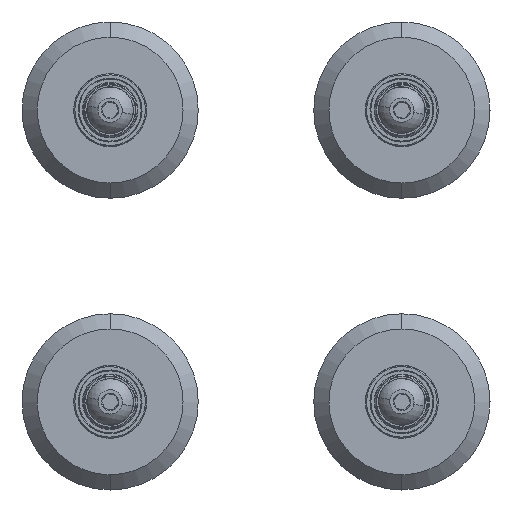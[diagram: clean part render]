
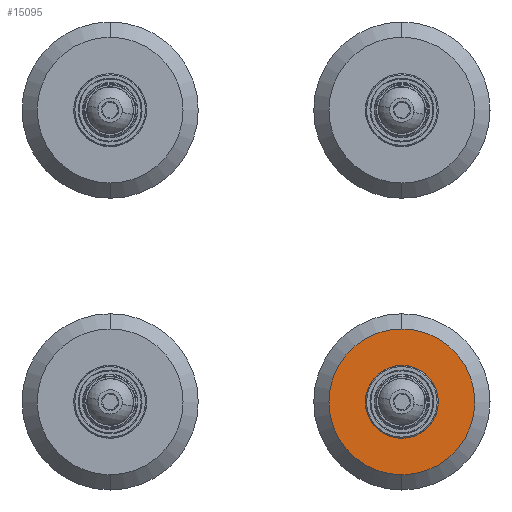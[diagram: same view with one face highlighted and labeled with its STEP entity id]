
A CAD part, left-side view. The second image highlights one B-rep face of the part: STEP entity #15095.
In plain terms, the highlighted planar face has unit normal (-1, 0, 0).
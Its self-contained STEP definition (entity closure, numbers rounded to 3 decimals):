
#263 = VERTEX_POINT ( 'NONE', #1534 ) ;
#1076 = EDGE_LOOP ( 'NONE', ( #11593, #7733 ) ) ;
#1534 = CARTESIAN_POINT ( 'NONE',  ( -5., 0., -12. ) ) ;
#2895 = EDGE_LOOP ( 'NONE', ( #10491, #17887 ) ) ;
#2946 = VERTEX_POINT ( 'NONE', #6523 ) ;
#3278 = CIRCLE ( 'NONE', #18455, 6. ) ;
#3292 = EDGE_CURVE ( 'NONE', #4240, #263, #18271, .T. ) ;
#3298 = FACE_OUTER_BOUND ( 'NONE', #2895, .T. ) ;
#3471 = DIRECTION ( 'NONE',  ( -1., 0., 0. ) ) ;
#3778 = CIRCLE ( 'NONE', #10749, 12. ) ;
#4204 = DIRECTION ( 'NONE',  ( -1., 0., 0. ) ) ;
#4240 = VERTEX_POINT ( 'NONE', #7942 ) ;
#4881 = CARTESIAN_POINT ( 'NONE',  ( -5., 0., 0. ) ) ;
#4978 = DIRECTION ( 'NONE',  ( 0., 0., -1. ) ) ;
#5115 = DIRECTION ( 'NONE',  ( -1., 0., 0. ) ) ;
#5225 = EDGE_CURVE ( 'NONE', #16246, #2946, #6594, .T. ) ;
#5713 = CARTESIAN_POINT ( 'NONE',  ( -5., 0., 6. ) ) ;
#6523 = CARTESIAN_POINT ( 'NONE',  ( -5., 0., -6. ) ) ;
#6594 = CIRCLE ( 'NONE', #18003, 6. ) ;
#6608 = DIRECTION ( 'NONE',  ( 0., 0., -1. ) ) ;
#6639 = AXIS2_PLACEMENT_3D ( 'NONE', #4881, #3471, #8106 ) ;
#6792 = CARTESIAN_POINT ( 'NONE',  ( -5., 0., 0. ) ) ;
#7733 = ORIENTED_EDGE ( 'NONE', *, *, #15772, .T. ) ;
#7942 = CARTESIAN_POINT ( 'NONE',  ( -5., 0., 12. ) ) ;
#8079 = AXIS2_PLACEMENT_3D ( 'NONE', #6792, #5115, #17665 ) ;
#8106 = DIRECTION ( 'NONE',  ( 0., 0., 1. ) ) ;
#9524 = PLANE ( 'NONE',  #6639 ) ;
#10352 = CARTESIAN_POINT ( 'NONE',  ( -5., 0., 0. ) ) ;
#10491 = ORIENTED_EDGE ( 'NONE', *, *, #14639, .T. ) ;
#10749 = AXIS2_PLACEMENT_3D ( 'NONE', #10352, #4204, #13482 ) ;
#10957 = DIRECTION ( 'NONE',  ( 1., 0., 0. ) ) ;
#11320 = DIRECTION ( 'NONE',  ( 1., 0., 0. ) ) ;
#11593 = ORIENTED_EDGE ( 'NONE', *, *, #5225, .T. ) ;
#13482 = DIRECTION ( 'NONE',  ( 0., 0., 1. ) ) ;
#14249 = CARTESIAN_POINT ( 'NONE',  ( -5., 0., 0. ) ) ;
#14639 = EDGE_CURVE ( 'NONE', #263, #4240, #3778, .T. ) ;
#15095 = ADVANCED_FACE ( 'NONE', ( #16370, #3298 ), #9524, .T. ) ;
#15772 = EDGE_CURVE ( 'NONE', #2946, #16246, #3278, .T. ) ;
#16246 = VERTEX_POINT ( 'NONE', #5713 ) ;
#16370 = FACE_BOUND ( 'NONE', #1076, .T. ) ;
#17540 = CARTESIAN_POINT ( 'NONE',  ( -5., 0., 0. ) ) ;
#17665 = DIRECTION ( 'NONE',  ( 0., 0., 1. ) ) ;
#17887 = ORIENTED_EDGE ( 'NONE', *, *, #3292, .T. ) ;
#18003 = AXIS2_PLACEMENT_3D ( 'NONE', #14249, #10957, #4978 ) ;
#18271 = CIRCLE ( 'NONE', #8079, 12. ) ;
#18455 = AXIS2_PLACEMENT_3D ( 'NONE', #17540, #11320, #6608 ) ;
